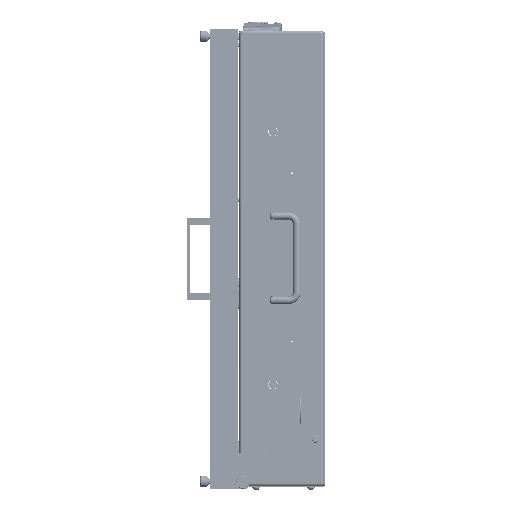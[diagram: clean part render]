
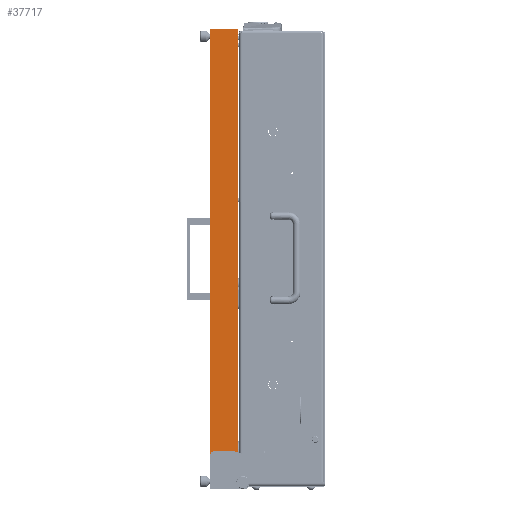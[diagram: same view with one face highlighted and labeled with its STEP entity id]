
A CAD part, left-side view. The second image highlights one B-rep face of the part: STEP entity #37717.
In plain terms, the highlighted planar face has unit normal (-1, 0, 0).
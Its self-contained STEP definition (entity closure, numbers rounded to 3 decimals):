
#2694 = CARTESIAN_POINT ( 'NONE',  ( -327.5, 33., -273. ) ) ;
#3912 = VECTOR ( 'NONE', #27226, 1000. ) ;
#4969 = CARTESIAN_POINT ( 'NONE',  ( -327.5, 33., -228. ) ) ;
#11711 = EDGE_CURVE ( 'NONE', #86888, #172869, #218774, .T. ) ;
#12275 = VERTEX_POINT ( 'NONE', #88735 ) ;
#13921 = CARTESIAN_POINT ( 'NONE',  ( -327.5, 7., -248. ) ) ;
#16408 = DIRECTION ( 'NONE',  ( 0., 0., -1. ) ) ;
#18454 = EDGE_LOOP ( 'NONE', ( #73418, #97411, #37446, #194356, #79787, #220639 ) ) ;
#19313 = DIRECTION ( 'NONE',  ( 0., 0., 1. ) ) ;
#27226 = DIRECTION ( 'NONE',  ( 0., 1., 0. ) ) ;
#28750 = EDGE_CURVE ( 'NONE', #33569, #133404, #186847, .T. ) ;
#30434 = DIRECTION ( 'NONE',  ( -1., 0., 0. ) ) ;
#31260 = CIRCLE ( 'NONE', #87503, 5. ) ;
#31320 = CARTESIAN_POINT ( 'NONE',  ( -327.5, 28., -228. ) ) ;
#33569 = VERTEX_POINT ( 'NONE', #121823 ) ;
#37446 = ORIENTED_EDGE ( 'NONE', *, *, #11711, .T. ) ;
#37717 = ADVANCED_FACE ( 'NONE', ( #37955 ), #129479, .F. ) ;
#37955 = FACE_OUTER_BOUND ( 'NONE', #18454, .T. ) ;
#44747 = EDGE_CURVE ( 'NONE', #12275, #172869, #101383, .T. ) ;
#45775 = DIRECTION ( 'NONE',  ( 0., 0., -1. ) ) ;
#47373 = LINE ( 'NONE', #152955, #197468 ) ;
#55133 = EDGE_CURVE ( 'NONE', #86888, #33569, #104960, .T. ) ;
#73418 = ORIENTED_EDGE ( 'NONE', *, *, #28750, .F. ) ;
#74417 = DIRECTION ( 'NONE',  ( 1., 0., 0. ) ) ;
#79787 = ORIENTED_EDGE ( 'NONE', *, *, #197060, .F. ) ;
#82012 = AXIS2_PLACEMENT_3D ( 'NONE', #2694, #74417, #199803 ) ;
#82573 = AXIS2_PLACEMENT_3D ( 'NONE', #13921, #30434, #45775 ) ;
#86888 = VERTEX_POINT ( 'NONE', #219248 ) ;
#87503 = AXIS2_PLACEMENT_3D ( 'NONE', #231263, #199386, #16408 ) ;
#88735 = CARTESIAN_POINT ( 'NONE',  ( -327.5, 33., 273. ) ) ;
#97411 = ORIENTED_EDGE ( 'NONE', *, *, #55133, .F. ) ;
#98815 = CARTESIAN_POINT ( 'NONE',  ( -327.5, 33., -233. ) ) ;
#99329 = VERTEX_POINT ( 'NONE', #98815 ) ;
#101383 = LINE ( 'NONE', #212754, #138218 ) ;
#104960 = CIRCLE ( 'NONE', #82573, 20. ) ;
#120832 = CARTESIAN_POINT ( 'NONE',  ( -327.5, 0., 273. ) ) ;
#121823 = CARTESIAN_POINT ( 'NONE',  ( -327.5, 7., -228. ) ) ;
#129479 = PLANE ( 'NONE',  #82012 ) ;
#133404 = VERTEX_POINT ( 'NONE', #31320 ) ;
#134230 = DIRECTION ( 'NONE',  ( 0., 0., 1. ) ) ;
#138218 = VECTOR ( 'NONE', #230425, 1000. ) ;
#152955 = CARTESIAN_POINT ( 'NONE',  ( -327.5, 33., -273. ) ) ;
#172869 = VERTEX_POINT ( 'NONE', #120832 ) ;
#182404 = CARTESIAN_POINT ( 'NONE',  ( -327.5, 0., -273. ) ) ;
#186847 = LINE ( 'NONE', #4969, #3912 ) ;
#194356 = ORIENTED_EDGE ( 'NONE', *, *, #44747, .F. ) ;
#197060 = EDGE_CURVE ( 'NONE', #99329, #12275, #47373, .T. ) ;
#197468 = VECTOR ( 'NONE', #134230, 1000. ) ;
#199386 = DIRECTION ( 'NONE',  ( 1., 0., 0. ) ) ;
#199803 = DIRECTION ( 'NONE',  ( 0., 0., -1. ) ) ;
#204078 = VECTOR ( 'NONE', #19313, 1000. ) ;
#211252 = EDGE_CURVE ( 'NONE', #99329, #133404, #31260, .T. ) ;
#212754 = CARTESIAN_POINT ( 'NONE',  ( -327.5, 33., 273. ) ) ;
#218774 = LINE ( 'NONE', #182404, #204078 ) ;
#219248 = CARTESIAN_POINT ( 'NONE',  ( -327.5, 0., -229.265 ) ) ;
#220639 = ORIENTED_EDGE ( 'NONE', *, *, #211252, .T. ) ;
#230425 = DIRECTION ( 'NONE',  ( 0., -1., 0. ) ) ;
#231263 = CARTESIAN_POINT ( 'NONE',  ( -327.5, 28., -233. ) ) ;
